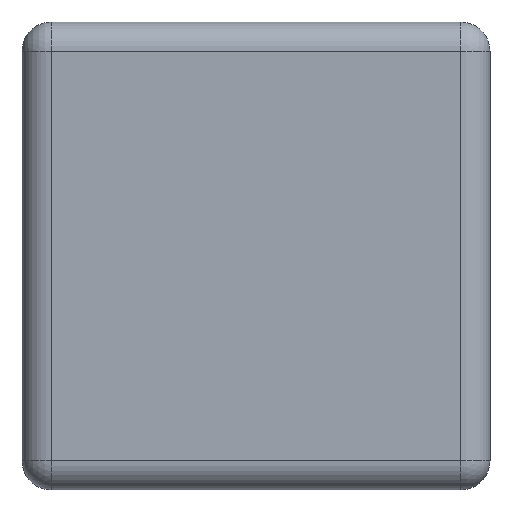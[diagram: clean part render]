
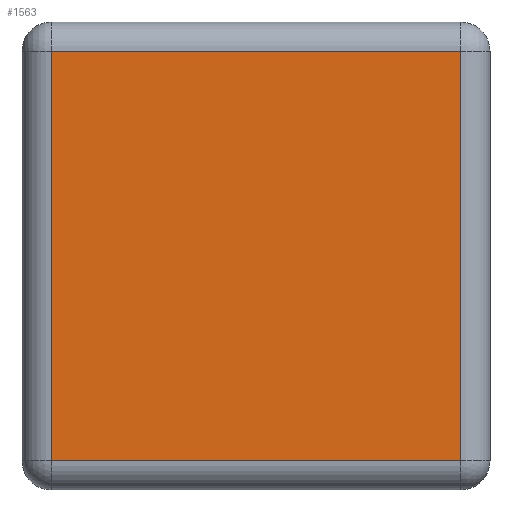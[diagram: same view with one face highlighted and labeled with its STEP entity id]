
A CAD part, left-side view. The second image highlights one B-rep face of the part: STEP entity #1563.
In plain terms, the highlighted planar face has unit normal (-1, 0, 0).
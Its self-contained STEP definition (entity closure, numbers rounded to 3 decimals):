
#37 = CARTESIAN_POINT ( 'NONE',  ( -0.8, -0.35, 0.75 ) ) ;
#98 = AXIS2_PLACEMENT_3D ( 'NONE', #4263, #2619, #1543 ) ;
#210 = EDGE_CURVE ( 'NONE', #974, #937, #1359, .T. ) ;
#665 = CARTESIAN_POINT ( 'NONE',  ( -0.8, 0.4, 0.75 ) ) ;
#937 = VERTEX_POINT ( 'NONE', #4884 ) ;
#974 = VERTEX_POINT ( 'NONE', #5042 ) ;
#1125 = VECTOR ( 'NONE', #3798, 1000. ) ;
#1277 = ORIENTED_EDGE ( 'NONE', *, *, #210, .T. ) ;
#1331 = ORIENTED_EDGE ( 'NONE', *, *, #2587, .T. ) ;
#1359 = LINE ( 'NONE', #4254, #1547 ) ;
#1365 = VERTEX_POINT ( 'NONE', #4544 ) ;
#1543 = DIRECTION ( 'NONE',  ( 0., 0., -1. ) ) ;
#1547 = VECTOR ( 'NONE', #3019, 1000. ) ;
#1563 = ADVANCED_FACE ( 'NONE', ( #3426 ), #5298, .F. ) ;
#2587 = EDGE_CURVE ( 'NONE', #1365, #974, #3270, .T. ) ;
#2619 = DIRECTION ( 'NONE',  ( 1., 0., 0. ) ) ;
#2651 = CARTESIAN_POINT ( 'NONE',  ( -0.8, -0.35, 0.8 ) ) ;
#2814 = LINE ( 'NONE', #665, #3841 ) ;
#2970 = VERTEX_POINT ( 'NONE', #37 ) ;
#3019 = DIRECTION ( 'NONE',  ( 0., -1., 0. ) ) ;
#3085 = LINE ( 'NONE', #2651, #4204 ) ;
#3270 = LINE ( 'NONE', #4961, #1125 ) ;
#3314 = ORIENTED_EDGE ( 'NONE', *, *, #3573, .T. ) ;
#3422 = EDGE_LOOP ( 'NONE', ( #1277, #5392, #3314, #1331 ) ) ;
#3426 = FACE_OUTER_BOUND ( 'NONE', #3422, .T. ) ;
#3573 = EDGE_CURVE ( 'NONE', #2970, #1365, #2814, .T. ) ;
#3712 = EDGE_CURVE ( 'NONE', #937, #2970, #3085, .T. ) ;
#3798 = DIRECTION ( 'NONE',  ( 0., 0., -1. ) ) ;
#3841 = VECTOR ( 'NONE', #5354, 1000. ) ;
#4204 = VECTOR ( 'NONE', #4359, 1000. ) ;
#4254 = CARTESIAN_POINT ( 'NONE',  ( -0.8, -0.4, 0.05 ) ) ;
#4263 = CARTESIAN_POINT ( 'NONE',  ( -0.8, -0.4, 0.8 ) ) ;
#4359 = DIRECTION ( 'NONE',  ( 0., 0., 1. ) ) ;
#4544 = CARTESIAN_POINT ( 'NONE',  ( -0.8, 0.35, 0.75 ) ) ;
#4884 = CARTESIAN_POINT ( 'NONE',  ( -0.8, -0.35, 0.05 ) ) ;
#4961 = CARTESIAN_POINT ( 'NONE',  ( -0.8, 0.35, 0.8 ) ) ;
#5042 = CARTESIAN_POINT ( 'NONE',  ( -0.8, 0.35, 0.05 ) ) ;
#5298 = PLANE ( 'NONE',  #98 ) ;
#5354 = DIRECTION ( 'NONE',  ( 0., 1., 0. ) ) ;
#5392 = ORIENTED_EDGE ( 'NONE', *, *, #3712, .T. ) ;
